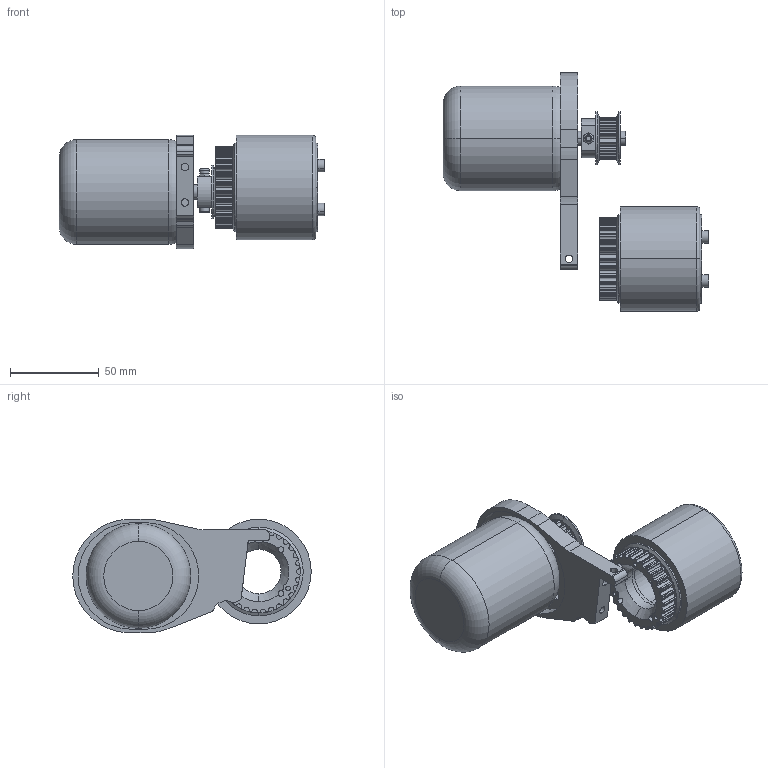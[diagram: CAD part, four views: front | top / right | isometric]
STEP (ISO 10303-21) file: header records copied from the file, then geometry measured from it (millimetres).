
FILE_DESCRIPTION (( 'STEP AP214' ), '1' );
FILE_NAME ('drive ass.STEP', '2016-08-31T19:51:07', ( '65WAT' ), ( '' ), 'SwSTEP 2.0', 'SolidWorks 2016', '' );
FILE_SCHEMA (( 'AUTOMOTIVE_DESIGN' ));
Length unit declared in the file: millimetre
Products named in the file (14): drive ass; prevailing torque nut style 1 insert_din_DIN EN ISO 7040 - M3 - N; socket head cap screw 4762_din2_EN ISO 4762 M3 x 20 - 18C; socket head cap screw 4762_din2_EN ISO 4762 M4 x 40 - 20C; htd 5m 16 ass; flange 16z; objemka; htd 5m 16z; motor; motor mount; spacer; inner flange; 7705m030x; wheel
Assembly tree (17 placements, depth 3):
  drive ass
    wheel
    7705m030x
    inner flange
    spacer
    motor mount
    motor
    htd 5m 16 ass
      htd 5m 16z
      objemka
      flange 16z  x2
    socket head cap screw 4762_din2_EN ISO 4762 M4 x 40 - 20C  x4
    socket head cap screw 4762_din2_EN ISO 4762 M3 x 20 - 18C
    prevailing torque nut style 1 insert_din_DIN EN ISO 7040 - M3 - N
Bounding box: 150 x 134.46 x 64 mm (x, y, z)
Volume: 338575.3 mm3; surface area: 74119.9 mm2
Topology: 16 solids, 16 shells, 800 faces, 2177 edges, 1409 vertices
Faces by surface type: cylinder 451, plane 275, cone 42, torus 28, bspline 4
Entity records: 26208 total; most frequent: CARTESIAN_POINT 5076, DIRECTION 4224, ORIENTED_EDGE 3918, EDGE_CURVE 1959, AXIS2_PLACEMENT_3D 1618, VERTEX_POINT 1284, LINE 988, VECTOR 988
